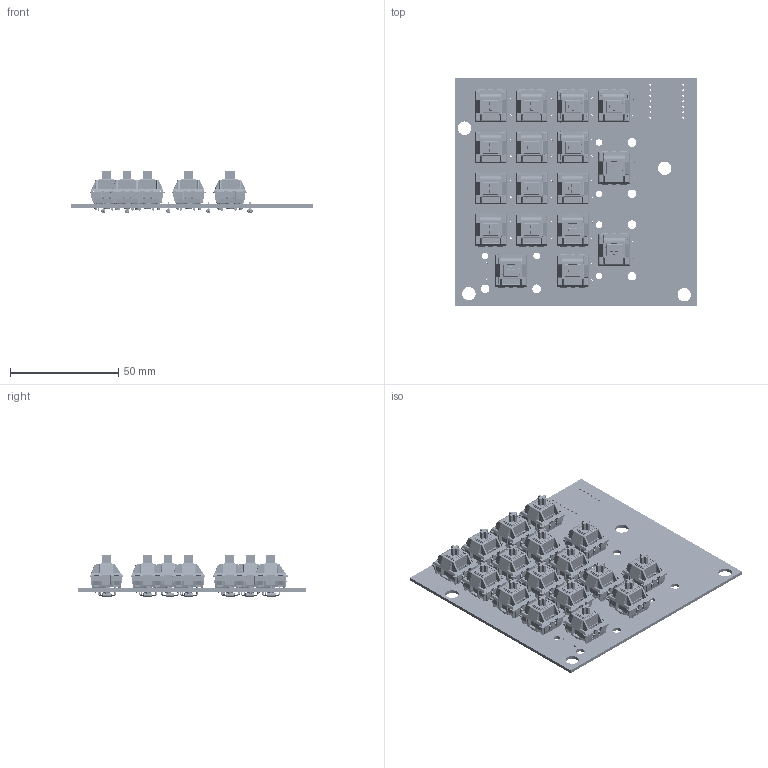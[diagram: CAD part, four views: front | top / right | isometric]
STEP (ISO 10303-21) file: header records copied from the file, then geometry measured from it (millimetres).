
FILE_DESCRIPTION(('KiCad electronic assembly'),'2;1');
FILE_NAME('hackpad.step','2025-07-04T15:48:08',('Pcbnew'),('Kicad'), 'Open CASCADE STEP processor 7.8','KiCad to STEP converter','Unknown' );
FILE_SCHEMA(('AUTOMOTIVE_DESIGN { 1 0 10303 214 1 1 1 1 }'));
Length unit declared in the file: millimetre
Products named in the file (5): hackpad 1; SW_Cherry_MX_PCB; D_DO-35_SOD27_P7.62mm_Horizontal; hackpad_PCB; hackpad 2
Assembly tree (35 placements, depth 2):
  hackpad 1
    SW_Cherry_MX_PCB  x17
    D_DO-35_SOD27_P7.62mm_Horizontal  x17
    hackpad_PCB
  hackpad 2
Bounding box: 112 x 105 x 19.63 mm (x, y, z)
Volume: 34142.6 mm3; surface area: 80661.1 mm2
Topology: 154 solids, 154 shells, 16441 faces, 43044 edges, 27115 vertices
Faces by surface type: plane 10036, cylinder 4569, torus 680, bspline 544, sphere 442, cone 170
Full cylindrical faces by diameter (mm): 0.5 x51, 0.8 x34, 0.889 x14, 1.5 x34, 1.7 x34, 2 x34, 2.02 x17, 3.05 x6, 4 x23, 6.2 x4
Entity records: 51220 total; most frequent: CARTESIAN_POINT 15817, ORIENTED_EDGE 5920, DIRECTION 5760, EDGE_CURVE 2960, LINE 2004, VECTOR 2004, VERTEX_POINT 1883, AXIS2_PLACEMENT_3D 1878
